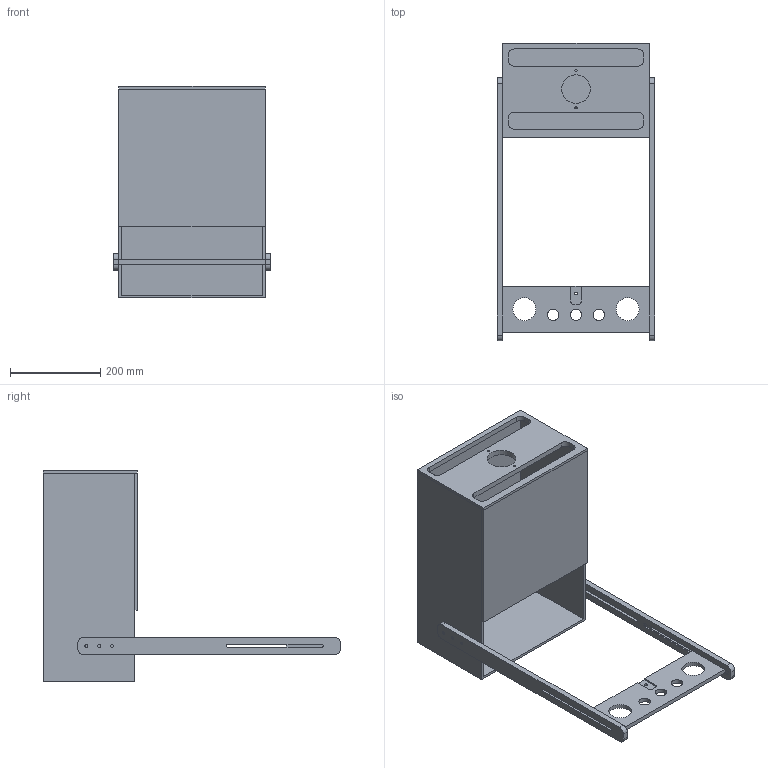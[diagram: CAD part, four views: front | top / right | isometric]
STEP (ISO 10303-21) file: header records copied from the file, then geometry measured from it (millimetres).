
FILE_DESCRIPTION(/* description */ (''),/* implementation_level */ '2;1');
FILE_NAME(/* name */ 'Resident Intruder Box.step',/* time_stamp */ '2024-04-16T08:20:51-06:00',/* author */ (''),/* organization */ (''),/* preprocessor_version */ 'ST-DEVELOPER v20',/* originating_system */ 'Autodesk Translation Framework v12.20.1.177',/* authorisation */ '');
FILE_SCHEMA (('AUTOMOTIVE_DESIGN { 1 0 10303 214 3 1 1 }'));
Length unit declared in the file: inch
Products named in the file (1): Resident Intruder Box
Bounding box: 349.91 x 660.4 x 469.65 mm (x, y, z)
Volume: 4215554.2 mm3; surface area: 1342170.8 mm2
Topology: 6 solids, 6 shells, 129 faces, 342 edges, 228 vertices
Faces by surface type: plane 77, cylinder 52
Full cylindrical faces by diameter (mm): 5.105 x2, 6.604 x6, 25.4 x3, 50.8 x2, 63.5 x1
Entity records: 4141 total; most frequent: DIRECTION 706, CARTESIAN_POINT 700, ORIENTED_EDGE 684, EDGE_CURVE 342, LINE 238, VECTOR 238, AXIS2_PLACEMENT_3D 234, VERTEX_POINT 228
